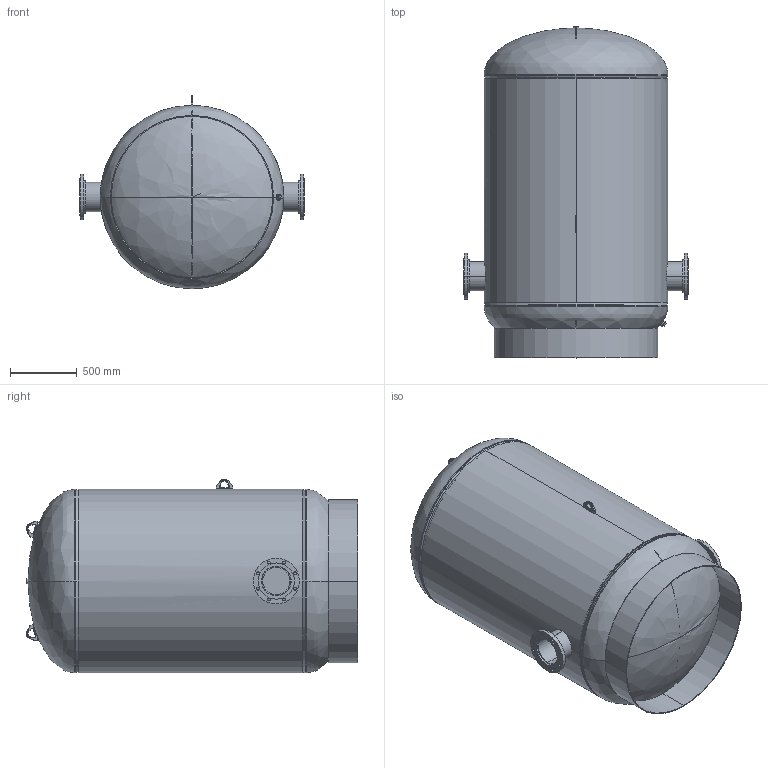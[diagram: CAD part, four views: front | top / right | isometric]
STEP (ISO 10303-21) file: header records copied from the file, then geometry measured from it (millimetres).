
FILE_DESCRIPTION (( 'STEP AP203' ), '1' );
FILE_NAME ('CBT-850-8F.STEP', '2021-03-26T14:14:47', ( '' ), ( '' ), 'SwSTEP 2.0', 'SolidWorks 2021', '' );
FILE_SCHEMA (( 'CONFIG_CONTROL_DESIGN' ));
Length unit declared in the file: inch
Products named in the file (14): 99B0657; 55A0573_default; PLUGS_9500150; CBT-850-8F; 9200243; 9400542; 9500040; 55K0266; 9455054; 9301120_6.5; 9500050; 55Q0577; 9461100
Assembly tree (27 placements, depth 3):
  CBT-850-8F
    99B0657
    9200243
    9200243
    9500040
    9500050
    PLUGS_9500150
    55A0573_default  x2
      9301120_6.5
      9461100
    9455054
    55K0266  x12
    9400542  x3
    55Q0577
Bounding box: 1676.4 x 2478.86 x 1446.97 mm (x, y, z)
Volume: 109992852.6 mm3; surface area: 30315133.3 mm2
Topology: 27 solids, 27 shells, 459 faces, 1038 edges, 634 vertices
Faces by surface type: cylinder 193, plane 152, torus 76, cone 24, bspline 14
Entity records: 12661 total; most frequent: CARTESIAN_POINT 5252, DIRECTION 1274, ORIENTED_EDGE 1076, EDGE_CURVE 538, AXIS2_PLACEMENT_3D 530, VERTEX_POINT 330, CIRCLE 278, EDGE_LOOP 272
